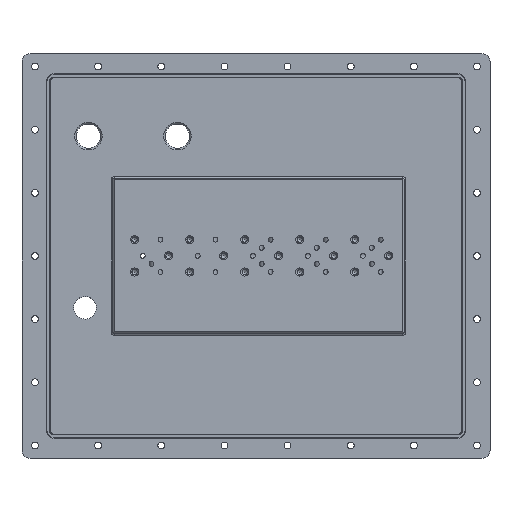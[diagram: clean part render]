
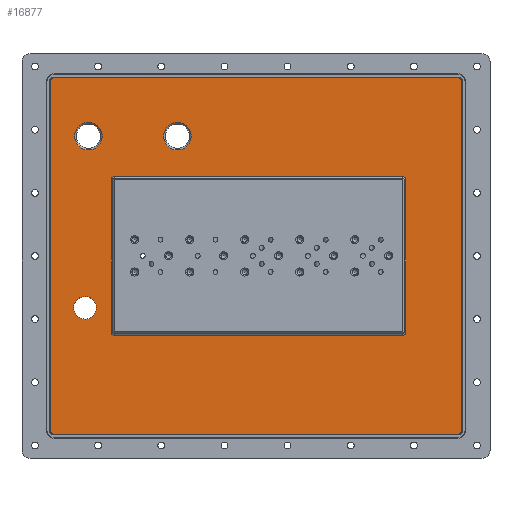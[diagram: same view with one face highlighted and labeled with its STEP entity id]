
A CAD part, top view. The second image highlights one B-rep face of the part: STEP entity #16877.
In plain terms, the highlighted planar face has unit normal (0, 0, 1).
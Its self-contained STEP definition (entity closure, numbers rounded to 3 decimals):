
#11197 = VERTEX_POINT('',#11198);
#11198 = CARTESIAN_POINT('',(2.,49.,5.));
#11207 = VERTEX_POINT('',#11208);
#11208 = CARTESIAN_POINT('',(-176.,49.,5.));
#11215 = EDGE_CURVE('',#11197,#11207,#11216,.T.);
#11216 = LINE('',#11217,#11218);
#11217 = CARTESIAN_POINT('',(2.,49.,5.));
#11218 = VECTOR('',#11219,1.);
#11219 = DIRECTION('',(-1.,0.,0.));
#11632 = VERTEX_POINT('',#11633);
#11633 = CARTESIAN_POINT('',(-178.,47.,5.));
#11642 = VERTEX_POINT('',#11643);
#11643 = CARTESIAN_POINT('',(-178.,-47.,5.));
#11650 = EDGE_CURVE('',#11632,#11642,#11651,.T.);
#11651 = LINE('',#11652,#11653);
#11652 = CARTESIAN_POINT('',(-178.,47.,5.));
#11653 = VECTOR('',#11654,1.);
#11654 = DIRECTION('',(0.,-1.,0.));
#11875 = VERTEX_POINT('',#11876);
#11876 = CARTESIAN_POINT('',(-176.,-49.,5.));
#11885 = VERTEX_POINT('',#11886);
#11886 = CARTESIAN_POINT('',(2.,-49.,5.));
#11893 = EDGE_CURVE('',#11875,#11885,#11894,.T.);
#11894 = LINE('',#11895,#11896);
#11895 = CARTESIAN_POINT('',(-176.,-49.,5.));
#11896 = VECTOR('',#11897,1.);
#11897 = DIRECTION('',(1.,0.,0.));
#12150 = VERTEX_POINT('',#12151);
#12151 = CARTESIAN_POINT('',(4.,-47.,5.));
#12160 = VERTEX_POINT('',#12161);
#12161 = CARTESIAN_POINT('',(4.,47.,5.));
#12168 = EDGE_CURVE('',#12150,#12160,#12169,.T.);
#12169 = LINE('',#12170,#12171);
#12170 = CARTESIAN_POINT('',(4.,-47.,5.));
#12171 = VECTOR('',#12172,1.);
#12172 = DIRECTION('',(0.,1.,0.));
#16866 = EDGE_CURVE('',#11197,#12160,#16867,.T.);
#16867 = CIRCLE('',#16868,2.);
#16868 = AXIS2_PLACEMENT_3D('',#16869,#16870,#16871);
#16869 = CARTESIAN_POINT('',(2.,47.,5.));
#16870 = DIRECTION('',(0.,0.,-1.));
#16871 = DIRECTION('',(0.,1.,0.));
#16877 = ADVANCED_FACE('',(#16878,#16948,#16959,#16987,#16998),#17009,
  .T.);
#16878 = FACE_BOUND('',#16879,.T.);
#16879 = EDGE_LOOP('',(#16880,#16890,#16899,#16907,#16916,#16924,#16933,
    #16941));
#16880 = ORIENTED_EDGE('',*,*,#16881,.T.);
#16881 = EDGE_CURVE('',#16882,#16884,#16886,.T.);
#16882 = VERTEX_POINT('',#16883);
#16883 = CARTESIAN_POINT('',(36.5,110.,5.));
#16884 = VERTEX_POINT('',#16885);
#16885 = CARTESIAN_POINT('',(-213.5,110.,5.));
#16886 = LINE('',#16887,#16888);
#16887 = CARTESIAN_POINT('',(36.5,110.,5.));
#16888 = VECTOR('',#16889,1.);
#16889 = DIRECTION('',(-1.,0.,0.));
#16890 = ORIENTED_EDGE('',*,*,#16891,.T.);
#16891 = EDGE_CURVE('',#16884,#16892,#16894,.T.);
#16892 = VERTEX_POINT('',#16893);
#16893 = CARTESIAN_POINT('',(-215.5,108.,5.));
#16894 = CIRCLE('',#16895,2.);
#16895 = AXIS2_PLACEMENT_3D('',#16896,#16897,#16898);
#16896 = CARTESIAN_POINT('',(-213.5,108.,5.));
#16897 = DIRECTION('',(0.,-0.,1.));
#16898 = DIRECTION('',(0.,1.,0.));
#16899 = ORIENTED_EDGE('',*,*,#16900,.T.);
#16900 = EDGE_CURVE('',#16892,#16901,#16903,.T.);
#16901 = VERTEX_POINT('',#16902);
#16902 = CARTESIAN_POINT('',(-215.5,-108.,5.));
#16903 = LINE('',#16904,#16905);
#16904 = CARTESIAN_POINT('',(-215.5,108.,5.));
#16905 = VECTOR('',#16906,1.);
#16906 = DIRECTION('',(0.,-1.,0.));
#16907 = ORIENTED_EDGE('',*,*,#16908,.T.);
#16908 = EDGE_CURVE('',#16901,#16909,#16911,.T.);
#16909 = VERTEX_POINT('',#16910);
#16910 = CARTESIAN_POINT('',(-213.5,-110.,5.));
#16911 = CIRCLE('',#16912,2.);
#16912 = AXIS2_PLACEMENT_3D('',#16913,#16914,#16915);
#16913 = CARTESIAN_POINT('',(-213.5,-108.,5.));
#16914 = DIRECTION('',(0.,0.,1.));
#16915 = DIRECTION('',(-1.,0.,0.));
#16916 = ORIENTED_EDGE('',*,*,#16917,.T.);
#16917 = EDGE_CURVE('',#16909,#16918,#16920,.T.);
#16918 = VERTEX_POINT('',#16919);
#16919 = CARTESIAN_POINT('',(36.5,-110.,5.));
#16920 = LINE('',#16921,#16922);
#16921 = CARTESIAN_POINT('',(-213.5,-110.,5.));
#16922 = VECTOR('',#16923,1.);
#16923 = DIRECTION('',(1.,0.,0.));
#16924 = ORIENTED_EDGE('',*,*,#16925,.T.);
#16925 = EDGE_CURVE('',#16918,#16926,#16928,.T.);
#16926 = VERTEX_POINT('',#16927);
#16927 = CARTESIAN_POINT('',(38.5,-108.,5.));
#16928 = CIRCLE('',#16929,2.);
#16929 = AXIS2_PLACEMENT_3D('',#16930,#16931,#16932);
#16930 = CARTESIAN_POINT('',(36.5,-108.,5.));
#16931 = DIRECTION('',(0.,0.,1.));
#16932 = DIRECTION('',(0.,-1.,0.));
#16933 = ORIENTED_EDGE('',*,*,#16934,.T.);
#16934 = EDGE_CURVE('',#16926,#16935,#16937,.T.);
#16935 = VERTEX_POINT('',#16936);
#16936 = CARTESIAN_POINT('',(38.5,108.,5.));
#16937 = LINE('',#16938,#16939);
#16938 = CARTESIAN_POINT('',(38.5,-108.,5.));
#16939 = VECTOR('',#16940,1.);
#16940 = DIRECTION('',(0.,1.,0.));
#16941 = ORIENTED_EDGE('',*,*,#16942,.T.);
#16942 = EDGE_CURVE('',#16935,#16882,#16943,.T.);
#16943 = CIRCLE('',#16944,2.);
#16944 = AXIS2_PLACEMENT_3D('',#16945,#16946,#16947);
#16945 = CARTESIAN_POINT('',(36.5,108.,5.));
#16946 = DIRECTION('',(0.,0.,1.));
#16947 = DIRECTION('',(1.,0.,-0.));
#16948 = FACE_BOUND('',#16949,.T.);
#16949 = EDGE_LOOP('',(#16950));
#16950 = ORIENTED_EDGE('',*,*,#16951,.T.);
#16951 = EDGE_CURVE('',#16952,#16952,#16954,.T.);
#16952 = VERTEX_POINT('',#16953);
#16953 = CARTESIAN_POINT('',(-145.475,74.,5.));
#16954 = CIRCLE('',#16955,8.475);
#16955 = AXIS2_PLACEMENT_3D('',#16956,#16957,#16958);
#16956 = CARTESIAN_POINT('',(-137.,74.,5.));
#16957 = DIRECTION('',(0.,0.,-1.));
#16958 = DIRECTION('',(-1.,0.,0.));
#16959 = FACE_BOUND('',#16960,.T.);
#16960 = EDGE_LOOP('',(#16961,#16962,#16963,#16964,#16971,#16972,#16979,
    #16980));
#16961 = ORIENTED_EDGE('',*,*,#11215,.F.);
#16962 = ORIENTED_EDGE('',*,*,#16866,.T.);
#16963 = ORIENTED_EDGE('',*,*,#12168,.F.);
#16964 = ORIENTED_EDGE('',*,*,#16965,.T.);
#16965 = EDGE_CURVE('',#12150,#11885,#16966,.T.);
#16966 = CIRCLE('',#16967,2.);
#16967 = AXIS2_PLACEMENT_3D('',#16968,#16969,#16970);
#16968 = CARTESIAN_POINT('',(2.,-47.,5.));
#16969 = DIRECTION('',(0.,0.,-1.));
#16970 = DIRECTION('',(1.,0.,0.));
#16971 = ORIENTED_EDGE('',*,*,#11893,.F.);
#16972 = ORIENTED_EDGE('',*,*,#16973,.T.);
#16973 = EDGE_CURVE('',#11875,#11642,#16974,.T.);
#16974 = CIRCLE('',#16975,2.);
#16975 = AXIS2_PLACEMENT_3D('',#16976,#16977,#16978);
#16976 = CARTESIAN_POINT('',(-176.,-47.,5.));
#16977 = DIRECTION('',(0.,0.,-1.));
#16978 = DIRECTION('',(0.,-1.,0.));
#16979 = ORIENTED_EDGE('',*,*,#11650,.F.);
#16980 = ORIENTED_EDGE('',*,*,#16981,.T.);
#16981 = EDGE_CURVE('',#11632,#11207,#16982,.T.);
#16982 = CIRCLE('',#16983,2.);
#16983 = AXIS2_PLACEMENT_3D('',#16984,#16985,#16986);
#16984 = CARTESIAN_POINT('',(-176.,47.,5.));
#16985 = DIRECTION('',(0.,0.,-1.));
#16986 = DIRECTION('',(-1.,0.,0.));
#16987 = FACE_BOUND('',#16988,.T.);
#16988 = EDGE_LOOP('',(#16989));
#16989 = ORIENTED_EDGE('',*,*,#16990,.T.);
#16990 = EDGE_CURVE('',#16991,#16991,#16993,.T.);
#16991 = VERTEX_POINT('',#16992);
#16992 = CARTESIAN_POINT('',(-194.,-25.,5.));
#16993 = CIRCLE('',#16994,7.);
#16994 = AXIS2_PLACEMENT_3D('',#16995,#16996,#16997);
#16995 = CARTESIAN_POINT('',(-194.,-32.,5.));
#16996 = DIRECTION('',(0.,0.,-1.));
#16997 = DIRECTION('',(0.,1.,0.));
#16998 = FACE_BOUND('',#16999,.T.);
#16999 = EDGE_LOOP('',(#17000));
#17000 = ORIENTED_EDGE('',*,*,#17001,.T.);
#17001 = EDGE_CURVE('',#17002,#17002,#17004,.T.);
#17002 = VERTEX_POINT('',#17003);
#17003 = CARTESIAN_POINT('',(-200.475,74.,5.));
#17004 = CIRCLE('',#17005,8.475);
#17005 = AXIS2_PLACEMENT_3D('',#17006,#17007,#17008);
#17006 = CARTESIAN_POINT('',(-192.,74.,5.));
#17007 = DIRECTION('',(0.,0.,-1.));
#17008 = DIRECTION('',(-1.,0.,0.));
#17009 = PLANE('',#17010);
#17010 = AXIS2_PLACEMENT_3D('',#17011,#17012,#17013);
#17011 = CARTESIAN_POINT('',(0.,0.,5.));
#17012 = DIRECTION('',(0.,0.,1.));
#17013 = DIRECTION('',(-1.,0.,0.));
